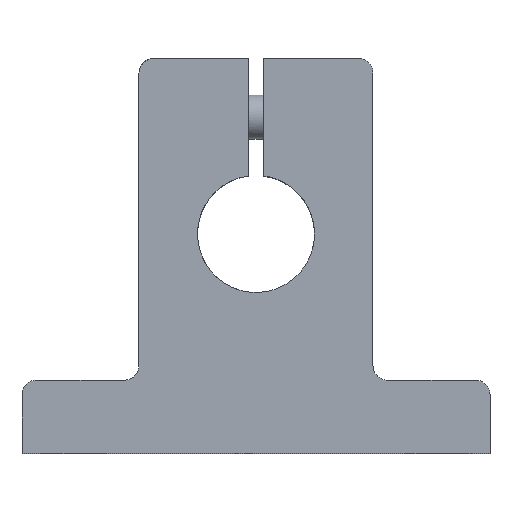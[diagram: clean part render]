
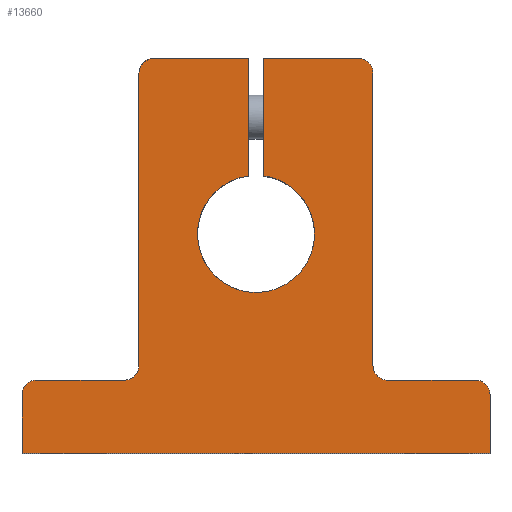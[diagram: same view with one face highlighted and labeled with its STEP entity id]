
A CAD part, top view. The second image highlights one B-rep face of the part: STEP entity #13660.
In plain terms, the highlighted free-form (B-spline) face has degree [1, 1] with [2, 2] control points.
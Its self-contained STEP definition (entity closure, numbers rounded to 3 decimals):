
#3530 = CARTESIAN_POINT ('', (-8., 6., 10.));
#3540 = VERTEX_POINT ('', #3530);
#3600 = CARTESIAN_POINT ('', (-8., 26., 10.));
#3610 = VERTEX_POINT ('', #3600);
#3620 = CARTESIAN_POINT ('', (-8., 26., 10.));
#3630 = CARTESIAN_POINT ('', (-8., 6., 10.));
#3640 = B_SPLINE_CURVE_WITH_KNOTS ('', 1, (#3620, #3630), .UNSPECIFIED., .F., .U., (2, 2), (0., 1.), .UNSPECIFIED.);
#3650 = EDGE_CURVE ('', #3610, #3540, #3640, .T.);
#3970 = CARTESIAN_POINT ('', (-9., 5., 10.));
#3980 = VERTEX_POINT ('', #3970);
#4040 = CARTESIAN_POINT ('', (-9., 5., 10.));
#4050 = CARTESIAN_POINT ('', (-8.414, 5., 10.));
#4060 = CARTESIAN_POINT ('', (-8., 5.414, 10.));
#4070 = CARTESIAN_POINT ('', (-8., 6., 10.));
#4080 = (
   BOUNDED_CURVE ()
   B_SPLINE_CURVE (3, (#4040, #4050, #4060, #4070), .UNSPECIFIED., .F., .U.)
   B_SPLINE_CURVE_WITH_KNOTS ((4, 4), (0., 1.), .UNSPECIFIED.)
   CURVE ()
   GEOMETRIC_REPRESENTATION_ITEM ()
   RATIONAL_B_SPLINE_CURVE ((1., 0.805, 0.805, 1.))
   REPRESENTATION_ITEM ('')
);
#4090 = EDGE_CURVE ('', #3980, #3540, #4080, .T.);
#4310 = CARTESIAN_POINT ('', (-15., 5., 10.));
#4320 = VERTEX_POINT ('', #4310);
#4380 = CARTESIAN_POINT ('', (-15., 5., 10.));
#4390 = CARTESIAN_POINT ('', (-9., 5., 10.));
#4400 = B_SPLINE_CURVE_WITH_KNOTS ('', 1, (#4380, #4390), .UNSPECIFIED., .F., .U., (2, 2), (0., 1.), .UNSPECIFIED.);
#4410 = EDGE_CURVE ('', #4320, #3980, #4400, .T.);
#5500 = CARTESIAN_POINT ('', (16., 0., 10.));
#5510 = VERTEX_POINT ('', #5500);
#5570 = CARTESIAN_POINT ('', (-16., 0., 10.));
#5580 = VERTEX_POINT ('', #5570);
#5590 = CARTESIAN_POINT ('', (-16., 0., 10.));
#5600 = CARTESIAN_POINT ('', (16., 0., 10.));
#5610 = B_SPLINE_CURVE_WITH_KNOTS ('', 1, (#5590, #5600), .UNSPECIFIED., .F., .U., (2, 2), (0., 1.), .UNSPECIFIED.);
#5620 = EDGE_CURVE ('', #5580, #5510, #5610, .T.);
#6800 = CARTESIAN_POINT ('', (9., 5., 10.));
#6810 = VERTEX_POINT ('', #6800);
#6870 = CARTESIAN_POINT ('', (15., 5., 10.));
#6880 = VERTEX_POINT ('', #6870);
#6890 = CARTESIAN_POINT ('', (15., 5., 10.));
#6900 = CARTESIAN_POINT ('', (9., 5., 10.));
#6910 = B_SPLINE_CURVE_WITH_KNOTS ('', 1, (#6890, #6900), .UNSPECIFIED., .F., .U., (2, 2), (0., 1.), .UNSPECIFIED.);
#6920 = EDGE_CURVE ('', #6880, #6810, #6910, .T.);
#7210 = CARTESIAN_POINT ('', (8., 6., 10.));
#7220 = VERTEX_POINT ('', #7210);
#7280 = CARTESIAN_POINT ('', (8., 6., 10.));
#7290 = CARTESIAN_POINT ('', (8., 5.414, 10.));
#7300 = CARTESIAN_POINT ('', (8.414, 5., 10.));
#7310 = CARTESIAN_POINT ('', (9., 5., 10.));
#7320 = (
   BOUNDED_CURVE ()
   B_SPLINE_CURVE (3, (#7280, #7290, #7300, #7310), .UNSPECIFIED., .F., .U.)
   B_SPLINE_CURVE_WITH_KNOTS ((4, 4), (0., 1.), .UNSPECIFIED.)
   CURVE ()
   GEOMETRIC_REPRESENTATION_ITEM ()
   RATIONAL_B_SPLINE_CURVE ((1., 0.805, 0.805, 1.))
   REPRESENTATION_ITEM ('')
);
#7330 = EDGE_CURVE ('', #7220, #6810, #7320, .T.);
#7550 = CARTESIAN_POINT ('', (8., 26., 10.));
#7560 = VERTEX_POINT ('', #7550);
#7620 = CARTESIAN_POINT ('', (8., 26., 10.));
#7630 = CARTESIAN_POINT ('', (8., 6., 10.));
#7640 = B_SPLINE_CURVE_WITH_KNOTS ('', 1, (#7620, #7630), .UNSPECIFIED., .F., .U., (2, 2), (0., 1.), .UNSPECIFIED.);
#7650 = EDGE_CURVE ('', #7560, #7220, #7640, .T.);
#10290 = CARTESIAN_POINT ('', (7., 27., 10.));
#10300 = VERTEX_POINT ('', #10290);
#10360 = CARTESIAN_POINT ('', (7., 27., 10.));
#10370 = CARTESIAN_POINT ('', (7.586, 27., 10.));
#10380 = CARTESIAN_POINT ('', (8., 26.586, 10.));
#10390 = CARTESIAN_POINT ('', (8., 26., 10.));
#10400 = (
   BOUNDED_CURVE ()
   B_SPLINE_CURVE (3, (#10360, #10370, #10380, #10390), .UNSPECIFIED., .F., .U.)
   B_SPLINE_CURVE_WITH_KNOTS ((4, 4), (0., 1.), .UNSPECIFIED.)
   CURVE ()
   GEOMETRIC_REPRESENTATION_ITEM ()
   RATIONAL_B_SPLINE_CURVE ((1., 0.805, 0.805, 1.))
   REPRESENTATION_ITEM ('')
);
#10410 = EDGE_CURVE ('', #10300, #7560, #10400, .T.);
#10630 = CARTESIAN_POINT ('', (0.5, 27., 10.));
#10640 = VERTEX_POINT ('', #10630);
#10700 = CARTESIAN_POINT ('', (0.5, 27., 10.));
#10710 = CARTESIAN_POINT ('', (7., 27., 10.));
#10720 = B_SPLINE_CURVE_WITH_KNOTS ('', 1, (#10700, #10710), .UNSPECIFIED., .F., .U., (2, 2), (0., 1.), .UNSPECIFIED.);
#10730 = EDGE_CURVE ('', #10640, #10300, #10720, .T.);
#10910 = CARTESIAN_POINT ('', (0.5, 18.969, 10.));
#10920 = VERTEX_POINT ('', #10910);
#10980 = CARTESIAN_POINT ('', (0.5, 18.969, 10.));
#10990 = CARTESIAN_POINT ('', (0.5, 27., 10.));
#11000 = B_SPLINE_CURVE_WITH_KNOTS ('', 1, (#10980, #10990), .UNSPECIFIED., .F., .U., (2, 2), (0., 1.), .UNSPECIFIED.);
#11010 = EDGE_CURVE ('', #10920, #10640, #11000, .T.);
#12100 = CARTESIAN_POINT ('', (-0.5, 27., 10.));
#12110 = VERTEX_POINT ('', #12100);
#12170 = CARTESIAN_POINT ('', (-0.5, 18.969, 10.));
#12180 = VERTEX_POINT ('', #12170);
#12190 = CARTESIAN_POINT ('', (-0.5, 27., 10.));
#12200 = CARTESIAN_POINT ('', (-0.5, 18.969, 10.));
#12210 = B_SPLINE_CURVE_WITH_KNOTS ('', 1, (#12190, #12200), .UNSPECIFIED., .F., .U., (2, 2), (0., 1.), .UNSPECIFIED.);
#12220 = EDGE_CURVE ('', #12110, #12180, #12210, .T.);
#12490 = CARTESIAN_POINT ('', (-7., 27., 10.));
#12500 = VERTEX_POINT ('', #12490);
#12560 = CARTESIAN_POINT ('', (-7., 27., 10.));
#12570 = CARTESIAN_POINT ('', (-0.5, 27., 10.));
#12580 = B_SPLINE_CURVE_WITH_KNOTS ('', 1, (#12560, #12570), .UNSPECIFIED., .F., .U., (2, 2), (0., 1.), .UNSPECIFIED.);
#12590 = EDGE_CURVE ('', #12500, #12110, #12580, .T.);
#12720 = CARTESIAN_POINT ('', (-8., 26., 10.));
#12730 = CARTESIAN_POINT ('', (-8., 26.586, 10.));
#12740 = CARTESIAN_POINT ('', (-7.586, 27., 10.));
#12750 = CARTESIAN_POINT ('', (-7., 27., 10.));
#12760 = (
   BOUNDED_CURVE ()
   B_SPLINE_CURVE (3, (#12720, #12730, #12740, #12750), .UNSPECIFIED., .F., .U.)
   B_SPLINE_CURVE_WITH_KNOTS ((4, 4), (0., 1.), .UNSPECIFIED.)
   CURVE ()
   GEOMETRIC_REPRESENTATION_ITEM ()
   RATIONAL_B_SPLINE_CURVE ((1., 0.805, 0.805, 1.))
   REPRESENTATION_ITEM ('')
);
#12770 = EDGE_CURVE ('', #3610, #12500, #12760, .T.);
#12990 = ORIENTED_EDGE ('', *, *, #4410, .F.);
#13000 = CARTESIAN_POINT ('', (-16., 4., 10.));
#13010 = VERTEX_POINT ('', #13000);
#13020 = CARTESIAN_POINT ('', (-16., 4., 10.));
#13030 = CARTESIAN_POINT ('', (-16., 4.586, 10.));
#13040 = CARTESIAN_POINT ('', (-15.586, 5., 10.));
#13050 = CARTESIAN_POINT ('', (-15., 5., 10.));
#13060 = (
   BOUNDED_CURVE ()
   B_SPLINE_CURVE (3, (#13020, #13030, #13040, #13050), .UNSPECIFIED., .F., .U.)
   B_SPLINE_CURVE_WITH_KNOTS ((4, 4), (0., 1.), .UNSPECIFIED.)
   CURVE ()
   GEOMETRIC_REPRESENTATION_ITEM ()
   RATIONAL_B_SPLINE_CURVE ((1., 0.805, 0.805, 1.))
   REPRESENTATION_ITEM ('')
);
#13070 = EDGE_CURVE ('', #13010, #4320, #13060, .T.);
#13080 = ORIENTED_EDGE ('', *, *, #13070, .F.);
#13090 = CARTESIAN_POINT ('', (-16., 4., 10.));
#13100 = CARTESIAN_POINT ('', (-16., 0., 10.));
#13110 = B_SPLINE_CURVE_WITH_KNOTS ('', 1, (#13090, #13100), .UNSPECIFIED., .F., .U., (2, 2), (0., 1.), .UNSPECIFIED.);
#13120 = EDGE_CURVE ('', #13010, #5580, #13110, .T.);
#13130 = ORIENTED_EDGE ('', *, *, #13120, .T.);
#13140 = ORIENTED_EDGE ('', *, *, #5620, .T.);
#13150 = CARTESIAN_POINT ('', (16., 4., 10.));
#13160 = VERTEX_POINT ('', #13150);
#13170 = CARTESIAN_POINT ('', (16., 4., 10.));
#13180 = CARTESIAN_POINT ('', (16., 0., 10.));
#13190 = B_SPLINE_CURVE_WITH_KNOTS ('', 1, (#13170, #13180), .UNSPECIFIED., .F., .U., (2, 2), (0., 1.), .UNSPECIFIED.);
#13200 = EDGE_CURVE ('', #13160, #5510, #13190, .T.);
#13210 = ORIENTED_EDGE ('', *, *, #13200, .F.);
#13220 = CARTESIAN_POINT ('', (15., 5., 10.));
#13230 = CARTESIAN_POINT ('', (15.586, 5., 10.));
#13240 = CARTESIAN_POINT ('', (16., 4.586, 10.));
#13250 = CARTESIAN_POINT ('', (16., 4., 10.));
#13260 = (
   BOUNDED_CURVE ()
   B_SPLINE_CURVE (3, (#13220, #13230, #13240, #13250), .UNSPECIFIED., .F., .U.)
   B_SPLINE_CURVE_WITH_KNOTS ((4, 4), (0., 1.), .UNSPECIFIED.)
   CURVE ()
   GEOMETRIC_REPRESENTATION_ITEM ()
   RATIONAL_B_SPLINE_CURVE ((1., 0.805, 0.805, 1.))
   REPRESENTATION_ITEM ('')
);
#13270 = EDGE_CURVE ('', #6880, #13160, #13260, .T.);
#13280 = ORIENTED_EDGE ('', *, *, #13270, .F.);
#13290 = ORIENTED_EDGE ('', *, *, #6920, .T.);
#13300 = ORIENTED_EDGE ('', *, *, #7330, .F.);
#13310 = ORIENTED_EDGE ('', *, *, #7650, .F.);
#13320 = ORIENTED_EDGE ('', *, *, #10410, .F.);
#13330 = ORIENTED_EDGE ('', *, *, #10730, .F.);
#13340 = ORIENTED_EDGE ('', *, *, #11010, .F.);
#13350 = CARTESIAN_POINT ('', (-0.5, 11.031, 10.));
#13360 = VERTEX_POINT ('', #13350);
#13370 = CARTESIAN_POINT ('', (-0.5, 11.031, 10.));
#13380 = CARTESIAN_POINT ('', (-0.331, 11.01, 10.));
#13390 = CARTESIAN_POINT ('', (-0.164, 11., 10.));
#13400 = CARTESIAN_POINT ('', (0., 11., 10.));
#13410 = CARTESIAN_POINT ('', (7.096, 11., 10.));
#13420 = CARTESIAN_POINT ('', (7.54, 18.082, 10.));
#13430 = CARTESIAN_POINT ('', (0.5, 18.969, 10.));
#13440 = (
   BOUNDED_CURVE ()
   B_SPLINE_CURVE (3, (#13370, #13380, #13390, #13400, #13410, #13420, #13430), .UNSPECIFIED., .F., .U.)
   B_SPLINE_CURVE_WITH_KNOTS ((4, 3, 4), (0., 0.056, 1.), .UNSPECIFIED.)
   CURVE ()
   GEOMETRIC_REPRESENTATION_ITEM ()
   RATIONAL_B_SPLINE_CURVE ((0.895, 0.928, 0.963, 1., 0.375, 0.375, 1.))
   REPRESENTATION_ITEM ('')
);
#13450 = EDGE_CURVE ('', #13360, #10920, #13440, .T.);
#13460 = ORIENTED_EDGE ('', *, *, #13450, .F.);
#13470 = CARTESIAN_POINT ('', (-0.5, 18.969, 10.));
#13480 = CARTESIAN_POINT ('', (-6.526, 18.209, 10.));
#13490 = CARTESIAN_POINT ('', (-7.083, 11.861, 10.));
#13500 = CARTESIAN_POINT ('', (-0.5, 11.031, 10.));
#13510 = (
   BOUNDED_CURVE ()
   B_SPLINE_CURVE (3, (#13470, #13480, #13490, #13500), .UNSPECIFIED., .F., .U.)
   B_SPLINE_CURVE_WITH_KNOTS ((4, 4), (0., 1.), .UNSPECIFIED.)
   CURVE ()
   GEOMETRIC_REPRESENTATION_ITEM ()
   RATIONAL_B_SPLINE_CURVE ((1., 0.412, 0.377, 0.895))
   REPRESENTATION_ITEM ('')
);
#13520 = EDGE_CURVE ('', #12180, #13360, #13510, .T.);
#13530 = ORIENTED_EDGE ('', *, *, #13520, .F.);
#13540 = ORIENTED_EDGE ('', *, *, #12220, .F.);
#13550 = ORIENTED_EDGE ('', *, *, #12590, .F.);
#13560 = ORIENTED_EDGE ('', *, *, #12770, .F.);
#13570 = ORIENTED_EDGE ('', *, *, #3650, .T.);
#13580 = ORIENTED_EDGE ('', *, *, #4090, .F.);
#13590 = EDGE_LOOP ('', (#12990, #13080, #13130, #13140, #13210, #13280, #13290, #13300, #13310, #13320, #13330, #13340, #13460, #13530, #13540, #13550, #13560, #13570, #13580));
#13600 = FACE_OUTER_BOUND ('', #13590, .T.);
#13610 = CARTESIAN_POINT ('', (-16., 0., 10.));
#13620 = CARTESIAN_POINT ('', (-16., 27., 10.));
#13630 = CARTESIAN_POINT ('', (16., 0., 10.));
#13640 = CARTESIAN_POINT ('', (16., 27., 10.));
#13650 = B_SPLINE_SURFACE_WITH_KNOTS ('', 1, 1, ((#13610, #13620), (#13630, #13640)), .UNSPECIFIED., .F., .F., .U., (2, 2), (2, 2), (0., 1.), (0., 1.), .UNSPECIFIED.);
#13660 = ADVANCED_FACE ('', (#13600), #13650, .T.);
